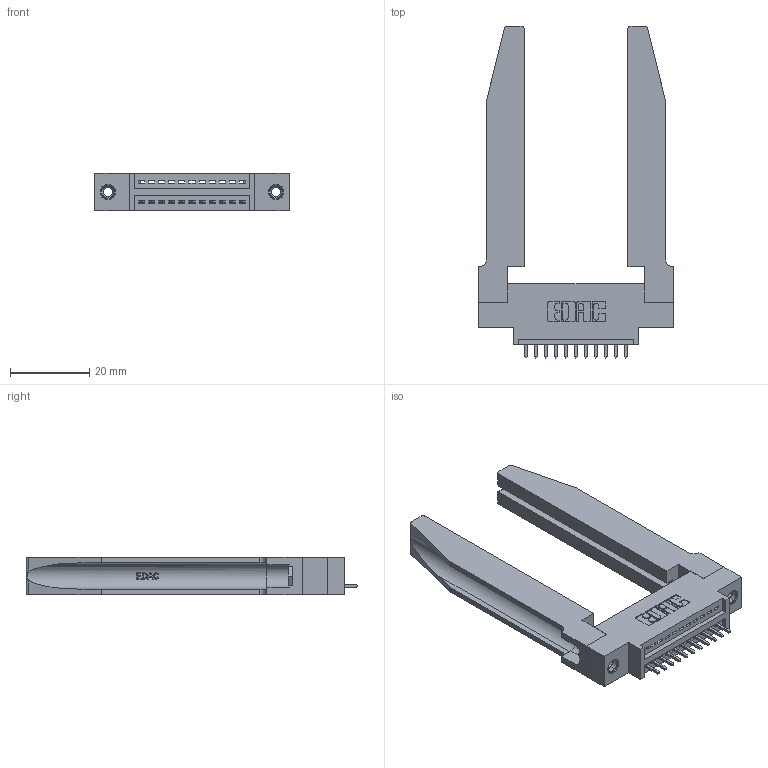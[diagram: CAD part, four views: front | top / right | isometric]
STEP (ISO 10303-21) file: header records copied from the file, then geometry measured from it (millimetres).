
FILE_DESCRIPTION (( 'STEP AP203' ), '1' );
FILE_NAME ('395-011-521-678.STEP', '2019-10-15T22:49:50', ( '' ), ( '' ), 'SwSTEP 2.0', 'SolidWorks 2016', '' );
FILE_SCHEMA (( 'CONFIG_CONTROL_DESIGN' ));
Length unit declared in the file: inch
Products named in the file (5): 345-292-001_345-293-121; 345 Part_0.170 Offset - 0.156 Dia-TH; 345-220-078_345-220-078; 395-011-521-678; 345-250-001_345-250-001-102
Assembly tree (16 placements, depth 2):
  395-011-521-678
    345 Part_0.170 Offset - 0.156 Dia-TH
    345-292-001_345-293-121  x11
    345-250-001_345-250-001-102  x2
    345-220-078_345-220-078  x2
Bounding box: 49.17 x 84 x 9.4 mm (x, y, z)
Volume: 12042.5 mm3; surface area: 12105.5 mm2
Topology: 16 solids, 16 shells, 1002 faces, 2897 edges, 1906 vertices
Faces by surface type: plane 666, cylinder 284, bspline 36, cone 12, torus 4
Entity records: 17342 total; most frequent: CARTESIAN_POINT 3904, ORIENTED_EDGE 2746, DIRECTION 2461, EDGE_CURVE 1373, VECTOR 1103, LINE 1103, VERTEX_POINT 908, AXIS2_PLACEMENT_3D 679
